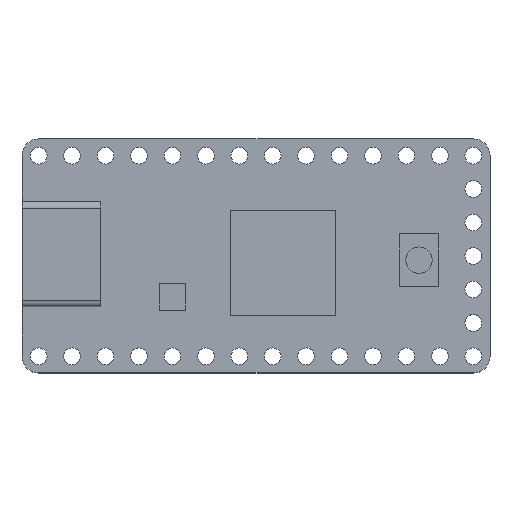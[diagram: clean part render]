
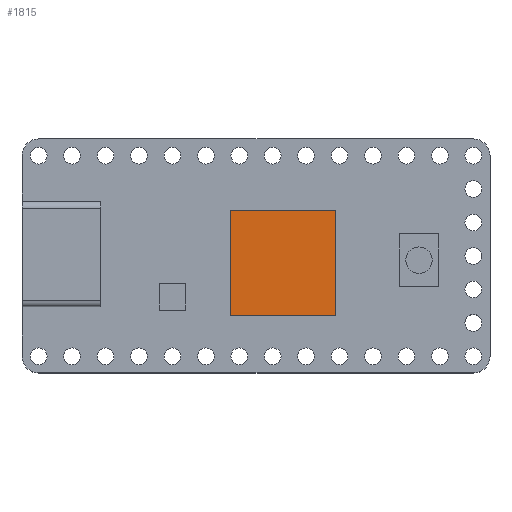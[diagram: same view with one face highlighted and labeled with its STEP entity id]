
A CAD part, top view. The second image highlights one B-rep face of the part: STEP entity #1815.
In plain terms, the highlighted planar face has unit normal (0, 0, 1).
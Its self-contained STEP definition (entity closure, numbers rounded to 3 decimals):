
#122=PLANE('',#2025);
#215=FACE_OUTER_BOUND('',#376,.T.);
#376=EDGE_LOOP('',(#1625,#1626,#1627,#1628));
#504=LINE('',#3006,#650);
#507=LINE('',#3012,#653);
#510=LINE('',#3018,#656);
#513=LINE('',#3022,#659);
#650=VECTOR('',#2502,10.);
#653=VECTOR('',#2507,10.);
#656=VECTOR('',#2512,10.);
#659=VECTOR('',#2517,10.);
#925=VERTEX_POINT('',#3003);
#926=VERTEX_POINT('',#3005);
#928=VERTEX_POINT('',#3011);
#930=VERTEX_POINT('',#3017);
#1158=EDGE_CURVE('',#926,#925,#504,.T.);
#1161=EDGE_CURVE('',#928,#926,#507,.T.);
#1164=EDGE_CURVE('',#930,#928,#510,.T.);
#1167=EDGE_CURVE('',#925,#930,#513,.T.);
#1625=ORIENTED_EDGE('',*,*,#1167,.T.);
#1626=ORIENTED_EDGE('',*,*,#1164,.T.);
#1627=ORIENTED_EDGE('',*,*,#1161,.T.);
#1628=ORIENTED_EDGE('',*,*,#1158,.T.);
#1815=ADVANCED_FACE('',(#215),#122,.T.);
#2025=AXIS2_PLACEMENT_3D('',#3023,#2518,#2519);
#2502=DIRECTION('',(0.,1.,0.));
#2507=DIRECTION('',(1.,0.,0.));
#2512=DIRECTION('',(0.,-1.,0.));
#2517=DIRECTION('',(-1.,0.,0.));
#2518=DIRECTION('center_axis',(0.,0.,1.));
#2519=DIRECTION('ref_axis',(1.,0.,0.));
#3003=CARTESIAN_POINT('',(23.812,12.382,2.6));
#3005=CARTESIAN_POINT('',(23.812,4.382,2.6));
#3006=CARTESIAN_POINT('',(23.812,12.382,2.6));
#3011=CARTESIAN_POINT('',(15.812,4.382,2.6));
#3012=CARTESIAN_POINT('',(23.812,4.382,2.6));
#3017=CARTESIAN_POINT('',(15.812,12.382,2.6));
#3018=CARTESIAN_POINT('',(15.812,4.382,2.6));
#3022=CARTESIAN_POINT('',(15.812,12.382,2.6));
#3023=CARTESIAN_POINT('Origin',(19.812,8.382,2.6));
